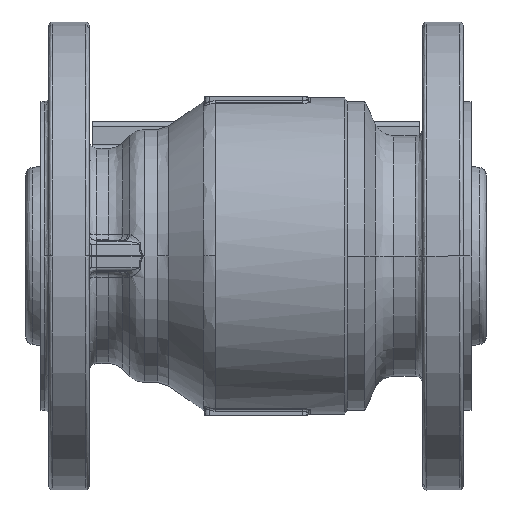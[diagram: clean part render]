
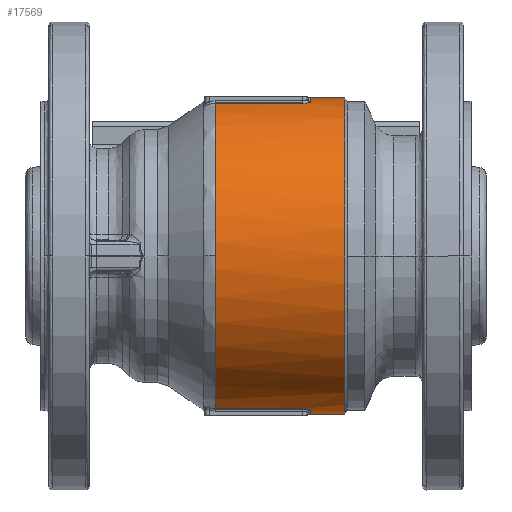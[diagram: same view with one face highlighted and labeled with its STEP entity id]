
A CAD part, front view. The second image highlights one B-rep face of the part: STEP entity #17569.
In plain terms, the highlighted cylindrical face has radius 62.5 mm (diameter 125 mm), a partial arc.
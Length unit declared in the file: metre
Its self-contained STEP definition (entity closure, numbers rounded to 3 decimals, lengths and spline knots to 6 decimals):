
#193 = CARTESIAN_POINT ( 'NONE',  ( 0.00033, -0.019827, 0.127039 ) ) ;
#576 = CARTESIAN_POINT ( 'NONE',  ( -0.000127, -0.020038, 0.247905 ) ) ;
#1315 = CIRCLE ( 'NONE', #36037, 0.0625 ) ;
#1455 = EDGE_CURVE ( 'NONE', #79788, #12600, #53512, .T. ) ;
#2813 = LINE ( 'NONE', #79947, #46282 ) ;
#2913 = ORIENTED_EDGE ( 'NONE', *, *, #57575, .T. ) ;
#6784 = DIRECTION ( 'NONE',  ( 1., 0., 0. ) ) ;
#6839 = CARTESIAN_POINT ( 'NONE',  ( 0.000148, -0.01992, 0.247937 ) ) ;
#7236 = CARTESIAN_POINT ( 'NONE',  ( 0.000322, -0.019828, 0.247961 ) ) ;
#7365 = ORIENTED_EDGE ( 'NONE', *, *, #1455, .T. ) ;
#7989 = VECTOR ( 'NONE', #58014, 1. ) ;
#8162 = ORIENTED_EDGE ( 'NONE', *, *, #48711, .T. ) ;
#8488 = CARTESIAN_POINT ( 'NONE',  ( 0.001076, -0.019216, 0.248118 ) ) ;
#8782 = EDGE_CURVE ( 'NONE', #68055, #80076, #79354, .T. ) ;
#11652 = LINE ( 'NONE', #26257, #37882 ) ;
#12331 = CARTESIAN_POINT ( 'NONE',  ( -0.000996, -0.020227, 0.127146 ) ) ;
#12600 = VERTEX_POINT ( 'NONE', #62868 ) ;
#13065 = DIRECTION ( 'NONE',  ( 0., 0., 1. ) ) ;
#13124 = CARTESIAN_POINT ( 'NONE',  ( -0.00022, -0.020072, 0.247896 ) ) ;
#13541 = CARTESIAN_POINT ( 'NONE',  ( 0.001502, -0.018578, 0.248275 ) ) ;
#14764 = CARTESIAN_POINT ( 'NONE',  ( -0.000504, -0.020153, 0.247875 ) ) ;
#14945 = DIRECTION ( 'NONE',  ( -1., 0., 0. ) ) ;
#17569 = ADVANCED_FACE ( 'NONE', ( #64811 ), #65198, .T. ) ;
#18112 = ORIENTED_EDGE ( 'NONE', *, *, #8782, .T. ) ;
#18209 = EDGE_CURVE ( 'NONE', #80076, #77388, #76673, .T. ) ;
#18317 = LINE ( 'NONE', #37557, #7989 ) ;
#18602 = CARTESIAN_POINT ( 'NONE',  ( 0.001807, -0.017661, 0.126512 ) ) ;
#19799 = CARTESIAN_POINT ( 'NONE',  ( 0.000406, -0.019778, 0.247974 ) ) ;
#19966 = CARTESIAN_POINT ( 'NONE',  ( 0.015441, -0.003992, 0.25 ) ) ;
#20607 = CARTESIAN_POINT ( 'NONE',  ( 0.001807, -0.01728, 0.248571 ) ) ;
#21249 = DIRECTION ( 'NONE',  ( -1., 0., 0. ) ) ;
#23247 = ORIENTED_EDGE ( 'NONE', *, *, #60534, .T. ) ;
#23699 = CIRCLE ( 'NONE', #53108, 0.0625 ) ;
#25292 = B_SPLINE_CURVE_WITH_KNOTS ( 'NONE', 3,
 ( #20607, #65041, #45736, #13541, #52432, #57881, #8488, #77272, #39031, #19799, #7236, #6839, #46549, #576, #13124, #70550, #14764, #65443, #70945, #32809 ),
 .UNSPECIFIED., .F., .F.,
 ( 4, 2, 2, 2, 2, 2, 2, 2, 2, 4 ),
 ( 0., 0.25, 0.375, 0.5, 0.625, 0.6875, 0.75, 0.8125, 0.875, 1. ),
 .UNSPECIFIED. ) ;
#25294 = CARTESIAN_POINT ( 'NONE',  ( 0.000156, -0.01992, 0.127064 ) ) ;
#26257 = CARTESIAN_POINT ( 'NONE',  ( -0.009756, -0.020232, 0.247853 ) ) ;
#26453 = EDGE_CURVE ( 'NONE', #40666, #68055, #2813, .T. ) ;
#28683 = CARTESIAN_POINT ( 'NONE',  ( -0.035819, -0.020232, 0.247853 ) ) ;
#31202 = CARTESIAN_POINT ( 'NONE',  ( 0.001807, -0.01728, 0.126429 ) ) ;
#31375 = CARTESIAN_POINT ( 'NONE',  ( 0.015441, -0.003992, 0.125 ) ) ;
#31610 = CARTESIAN_POINT ( 'NONE',  ( 0.00143, -0.018756, 0.126768 ) ) ;
#31738 = DIRECTION ( 'NONE',  ( -1., 0., 0. ) ) ;
#32809 = CARTESIAN_POINT ( 'NONE',  ( -0.001193, -0.020232, 0.247853 ) ) ;
#34222 = DIRECTION ( 'NONE',  ( 1., 0., 0. ) ) ;
#34543 = CARTESIAN_POINT ( 'NONE',  ( 0.001807, -0.01728, 0.248571 ) ) ;
#36037 = AXIS2_PLACEMENT_3D ( 'NONE', #56330, #57836, #51584 ) ;
#37015 = EDGE_CURVE ( 'NONE', #67312, #67984, #25292, .T. ) ;
#37433 = CARTESIAN_POINT ( 'NONE',  ( 0.000655, -0.019611, 0.126983 ) ) ;
#37557 = CARTESIAN_POINT ( 'NONE',  ( -0.009756, -0.003992, 0.125 ) ) ;
#37882 = VECTOR ( 'NONE', #31738, 1. ) ;
#38261 = CARTESIAN_POINT ( 'NONE',  ( -0.000698, -0.020192, 0.127136 ) ) ;
#38579 = CARTESIAN_POINT ( 'NONE',  ( 0.001807, -0.003992, 0.1875 ) ) ;
#39031 = CARTESIAN_POINT ( 'NONE',  ( 0.00065, -0.019617, 0.248016 ) ) ;
#39246 = ORIENTED_EDGE ( 'NONE', *, *, #18209, .T. ) ;
#39963 = DIRECTION ( 'NONE',  ( 0., 0., 1. ) ) ;
#40419 = EDGE_CURVE ( 'NONE', #45322, #79788, #23699, .T. ) ;
#40666 = VERTEX_POINT ( 'NONE', #63044 ) ;
#42329 = ORIENTED_EDGE ( 'NONE', *, *, #37015, .T. ) ;
#42764 = CARTESIAN_POINT ( 'NONE',  ( 0.001807, -0.003992, 0.125 ) ) ;
#42944 = EDGE_LOOP ( 'NONE', ( #8162, #43922, #7365, #49098, #42329, #23247, #2913, #59750, #18112, #39246 ) ) ;
#43922 = ORIENTED_EDGE ( 'NONE', *, *, #40419, .T. ) ;
#44346 = AXIS2_PLACEMENT_3D ( 'NONE', #46735, #14945, #71947 ) ;
#44462 = AXIS2_PLACEMENT_3D ( 'NONE', #38579, #6784, #13065 ) ;
#44732 = VERTEX_POINT ( 'NONE', #28683 ) ;
#45322 = VERTEX_POINT ( 'NONE', #31375 ) ;
#45736 = CARTESIAN_POINT ( 'NONE',  ( 0.00173, -0.018034, 0.248404 ) ) ;
#46282 = VECTOR ( 'NONE', #34222, 1. ) ;
#46549 = CARTESIAN_POINT ( 'NONE',  ( 0.000057, -0.019963, 0.247925 ) ) ;
#46735 = CARTESIAN_POINT ( 'NONE',  ( -0.009756, -0.003992, 0.1875 ) ) ;
#47549 = CARTESIAN_POINT ( 'NONE',  ( 0.001807, -0.01728, 0.126429 ) ) ;
#48711 = EDGE_CURVE ( 'NONE', #77388, #45322, #18317, .T. ) ;
#49098 = ORIENTED_EDGE ( 'NONE', *, *, #74954, .T. ) ;
#51584 = DIRECTION ( 'NONE',  ( 0., 0., 1. ) ) ;
#51642 = CARTESIAN_POINT ( 'NONE',  ( 0.001217, -0.019074, 0.126847 ) ) ;
#52206 = DIRECTION ( 'NONE',  ( 0., 0., 1. ) ) ;
#52432 = CARTESIAN_POINT ( 'NONE',  ( 0.00141, -0.018749, 0.248233 ) ) ;
#53108 = AXIS2_PLACEMENT_3D ( 'NONE', #69873, #77018, #39963 ) ;
#53512 = LINE ( 'NONE', #65258, #66194 ) ;
#56330 = CARTESIAN_POINT ( 'NONE',  ( 0.001807, -0.003992, 0.1875 ) ) ;
#57492 = CARTESIAN_POINT ( 'NONE',  ( -0.001095, -0.020232, 0.127147 ) ) ;
#57575 = EDGE_CURVE ( 'NONE', #44732, #40666, #81506, .T. ) ;
#57836 = DIRECTION ( 'NONE',  ( 1., 0., 0. ) ) ;
#57881 = CARTESIAN_POINT ( 'NONE',  ( 0.001197, -0.019068, 0.248155 ) ) ;
#57896 = CARTESIAN_POINT ( 'NONE',  ( 0.001732, -0.018032, 0.126596 ) ) ;
#58014 = DIRECTION ( 'NONE',  ( 1., 0., 0. ) ) ;
#58315 = CARTESIAN_POINT ( 'NONE',  ( -0.001193, -0.020232, 0.247853 ) ) ;
#59750 = ORIENTED_EDGE ( 'NONE', *, *, #26453, .T. ) ;
#60534 = EDGE_CURVE ( 'NONE', #67984, #44732, #11652, .T. ) ;
#60555 = CARTESIAN_POINT ( 'NONE',  ( -0.035819, -0.003992, 0.1875 ) ) ;
#62583 = CARTESIAN_POINT ( 'NONE',  ( -0.000799, -0.020207, 0.12714 ) ) ;
#62868 = CARTESIAN_POINT ( 'NONE',  ( 0.001807, -0.003992, 0.25 ) ) ;
#63008 = CARTESIAN_POINT ( 'NONE',  ( 0.000807, -0.019487, 0.126951 ) ) ;
#63044 = CARTESIAN_POINT ( 'NONE',  ( -0.035819, -0.020232, 0.127147 ) ) ;
#63844 = CARTESIAN_POINT ( 'NONE',  ( -0.000406, -0.020132, 0.12712 ) ) ;
#64649 = CARTESIAN_POINT ( 'NONE',  ( -0.001193, -0.020232, 0.127147 ) ) ;
#64811 = FACE_OUTER_BOUND ( 'NONE', #42944, .T. ) ;
#65041 = CARTESIAN_POINT ( 'NONE',  ( 0.001807, -0.01766, 0.248489 ) ) ;
#65198 = CYLINDRICAL_SURFACE ( 'NONE', #44346, 0.0625 ) ;
#65258 = CARTESIAN_POINT ( 'NONE',  ( -0.009756, -0.003992, 0.25 ) ) ;
#65367 = AXIS2_PLACEMENT_3D ( 'NONE', #60555, #71950, #52206 ) ;
#65443 = CARTESIAN_POINT ( 'NONE',  ( -0.000799, -0.020212, 0.247859 ) ) ;
#66194 = VECTOR ( 'NONE', #21249, 1. ) ;
#67312 = VERTEX_POINT ( 'NONE', #34543 ) ;
#67984 = VERTEX_POINT ( 'NONE', #58315 ) ;
#68055 = VERTEX_POINT ( 'NONE', #64649 ) ;
#69873 = CARTESIAN_POINT ( 'NONE',  ( 0.015441, -0.003992, 0.1875 ) ) ;
#70550 = CARTESIAN_POINT ( 'NONE',  ( -0.000409, -0.020129, 0.247881 ) ) ;
#70945 = CARTESIAN_POINT ( 'NONE',  ( -0.000996, -0.020232, 0.247853 ) ) ;
#71947 = DIRECTION ( 'NONE',  ( 0., 0., 1. ) ) ;
#71950 = DIRECTION ( 'NONE',  ( 1., 0., 0. ) ) ;
#74954 = EDGE_CURVE ( 'NONE', #12600, #67312, #1315, .T. ) ;
#76067 = CARTESIAN_POINT ( 'NONE',  ( -0.001193, -0.020232, 0.127147 ) ) ;
#76673 = CIRCLE ( 'NONE', #44462, 0.0625 ) ;
#77018 = DIRECTION ( 'NONE',  ( -1., 0., 0. ) ) ;
#77272 = CARTESIAN_POINT ( 'NONE',  ( 0.0008, -0.019493, 0.248047 ) ) ;
#77388 = VERTEX_POINT ( 'NONE', #42764 ) ;
#79354 = B_SPLINE_CURVE_WITH_KNOTS ( 'NONE', 3,
 ( #76067, #57492, #12331, #62583, #38261, #63844, #81970, #25294, #193, #37433, #63008, #51642, #31610, #57896, #18602, #31202 ),
 .UNSPECIFIED., .F., .F.,
 ( 4, 2, 2, 2, 2, 2, 2, 4 ),
 ( 0., 0.0625, 0.125, 0.25, 0.375, 0.5, 0.75, 1. ),
 .UNSPECIFIED. ) ;
#79788 = VERTEX_POINT ( 'NONE', #19966 ) ;
#79947 = CARTESIAN_POINT ( 'NONE',  ( -0.009756, -0.020232, 0.127147 ) ) ;
#80076 = VERTEX_POINT ( 'NONE', #47549 ) ;
#81506 = CIRCLE ( 'NONE', #65367, 0.0625 ) ;
#81970 = CARTESIAN_POINT ( 'NONE',  ( -0.000218, -0.020075, 0.127105 ) ) ;
